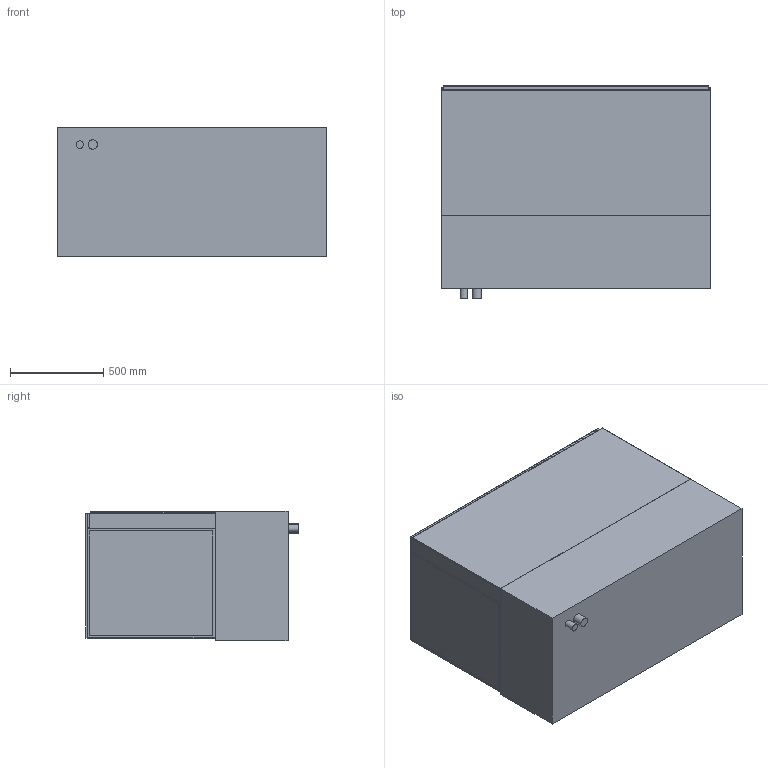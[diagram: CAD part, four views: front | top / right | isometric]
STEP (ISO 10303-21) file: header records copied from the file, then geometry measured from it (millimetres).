
FILE_DESCRIPTION(/* description */ ('Einbaukühlvitrine: zentralgekühlt'),/* implementation_level */ '2;1');
FILE_NAME(/* name */ '3D-AKE-00007198.stp',/* time_stamp */ '2025-01-30T08:17:00+01:00',/* author */ ('marina.schachner'),/* organization */ (''),/* preprocessor_version */ 'ST-DEVELOPER v20',/* originating_system */ 'Autodesk Inventor 2024',/* authorisation */ '');
FILE_SCHEMA (('AUTOMOTIVE_DESIGN { 1 0 10303 214 3 1 1 }'));
Length unit declared in the file: millimetre
Products named in the file (1): 3D-AKE-00007198
Bounding box: 1440 x 1140 x 695 mm (x, y, z)
Volume: 253058177.2 mm3; surface area: 24075781.1 mm2
Topology: 38 solids, 38 shells, 398 faces, 942 edges, 628 vertices
Faces by surface type: plane 366, cylinder 32
Full cylindrical faces by diameter (mm): 40 x1, 50 x1
Entity records: 11293 total; most frequent: CARTESIAN_POINT 1969, ORIENTED_EDGE 1884, DIRECTION 1804, EDGE_CURVE 942, LINE 878, VECTOR 878, VERTEX_POINT 628, AXIS2_PLACEMENT_3D 463
